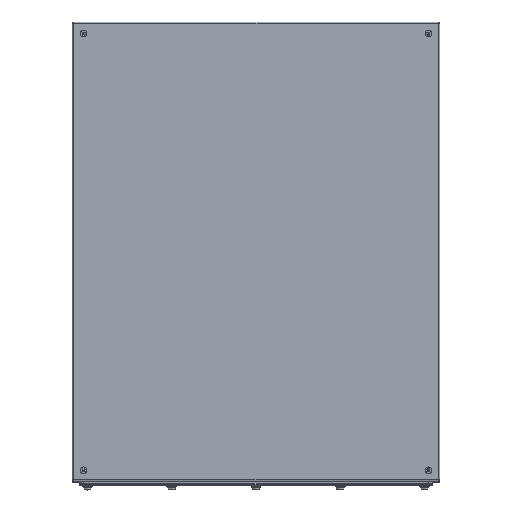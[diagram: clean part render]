
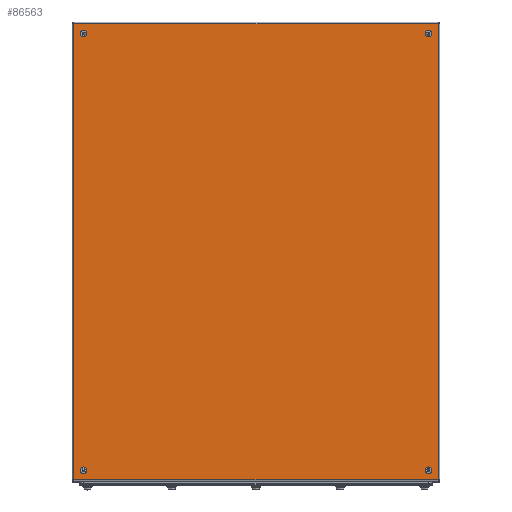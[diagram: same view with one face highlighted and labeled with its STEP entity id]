
A CAD part, top view. The second image highlights one B-rep face of the part: STEP entity #86563.
In plain terms, the highlighted planar face has unit normal (0, 0, 1).
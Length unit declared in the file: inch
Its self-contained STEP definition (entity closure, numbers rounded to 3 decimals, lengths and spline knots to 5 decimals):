
#5099 = ORIENTED_EDGE ( 'NONE', *, *, #27816, .T. ) ;
#5185 = EDGE_CURVE ( 'NONE', #37799, #24402, #6865, .T. ) ;
#6703 = DIRECTION ( 'NONE',  ( -1., 0., 0. ) ) ;
#6865 = LINE ( 'NONE', #37802, #81885 ) ;
#7348 = VECTOR ( 'NONE', #50118, 39.37008 ) ;
#7365 = DIRECTION ( 'NONE',  ( 0., 0., -1. ) ) ;
#7741 = CARTESIAN_POINT ( 'NONE',  ( -4.00412, 14.875, 6.9175 ) ) ;
#10047 = CARTESIAN_POINT ( 'NONE',  ( 19.75413, 14.875, 6.9175 ) ) ;
#11573 = CARTESIAN_POINT ( 'NONE',  ( 18.90625, 0.625, 6.9175 ) ) ;
#14537 = AXIS2_PLACEMENT_3D ( 'NONE', #120086, #68126, #39933 ) ;
#18154 = EDGE_LOOP ( 'NONE', ( #73469 ) ) ;
#20066 = ORIENTED_EDGE ( 'NONE', *, *, #115831, .F. ) ;
#21992 = CARTESIAN_POINT ( 'NONE',  ( -4.00412, -0.00413, 6.9175 ) ) ;
#24402 = VERTEX_POINT ( 'NONE', #120482 ) ;
#27816 = EDGE_CURVE ( 'NONE', #90514, #90514, #50669, .T. ) ;
#30833 = FACE_OUTER_BOUND ( 'NONE', #119817, .T. ) ;
#34520 = VERTEX_POINT ( 'NONE', #11573 ) ;
#35238 = DIRECTION ( 'NONE',  ( 0., 0., -1. ) ) ;
#37799 = VERTEX_POINT ( 'NONE', #59712 ) ;
#37802 = CARTESIAN_POINT ( 'NONE',  ( 7.875, 29.75413, 6.9175 ) ) ;
#39933 = DIRECTION ( 'NONE',  ( -1., 0., 0. ) ) ;
#43408 = DIRECTION ( 'NONE',  ( -1., 0., 0. ) ) ;
#44910 = CARTESIAN_POINT ( 'NONE',  ( -3.59375, 0.625, 6.9175 ) ) ;
#45980 = VERTEX_POINT ( 'NONE', #21992 ) ;
#48906 = EDGE_CURVE ( 'NONE', #65164, #65164, #89962, .T. ) ;
#49368 = CARTESIAN_POINT ( 'NONE',  ( 19.125, 0.625, 6.9175 ) ) ;
#49679 = EDGE_CURVE ( 'NONE', #56683, #56683, #94316, .T. ) ;
#50118 = DIRECTION ( 'NONE',  ( 0., -1., 0. ) ) ;
#50511 = PLANE ( 'NONE',  #75350 ) ;
#50669 = CIRCLE ( 'NONE', #80081, 0.21875 ) ;
#51642 = EDGE_CURVE ( 'NONE', #107552, #45980, #112188, .T. ) ;
#52047 = LINE ( 'NONE', #10047, #7348 ) ;
#55028 = VECTOR ( 'NONE', #62217, 39.37008 ) ;
#55597 = DIRECTION ( 'NONE',  ( -1., 0., 0. ) ) ;
#55612 = EDGE_CURVE ( 'NONE', #24402, #107552, #52047, .T. ) ;
#56683 = VERTEX_POINT ( 'NONE', #85535 ) ;
#59712 = CARTESIAN_POINT ( 'NONE',  ( -4.00413, 29.75412, 6.9175 ) ) ;
#60298 = CARTESIAN_POINT ( 'NONE',  ( 7.875, -0.00412, 6.9175 ) ) ;
#61662 = FACE_BOUND ( 'NONE', #62098, .T. ) ;
#62098 = EDGE_LOOP ( 'NONE', ( #5099 ) ) ;
#62217 = DIRECTION ( 'NONE',  ( -1., 0., 0. ) ) ;
#65164 = VERTEX_POINT ( 'NONE', #44910 ) ;
#68126 = DIRECTION ( 'NONE',  ( 0., 0., -1. ) ) ;
#69913 = EDGE_LOOP ( 'NONE', ( #90233 ) ) ;
#71455 = CARTESIAN_POINT ( 'NONE',  ( 18.90625, 29.125, 6.9175 ) ) ;
#73469 = ORIENTED_EDGE ( 'NONE', *, *, #48906, .T. ) ;
#75350 = AXIS2_PLACEMENT_3D ( 'NONE', #101063, #7365, #6703 ) ;
#77988 = AXIS2_PLACEMENT_3D ( 'NONE', #49368, #110424, #129599 ) ;
#79715 = AXIS2_PLACEMENT_3D ( 'NONE', #105470, #35238, #55597 ) ;
#80081 = AXIS2_PLACEMENT_3D ( 'NONE', #125528, #112355, #43408 ) ;
#81885 = VECTOR ( 'NONE', #127856, 39.37008 ) ;
#84508 = CARTESIAN_POINT ( 'NONE',  ( 19.75413, -0.00412, 6.9175 ) ) ;
#85535 = CARTESIAN_POINT ( 'NONE',  ( -3.59375, 29.125, 6.9175 ) ) ;
#85563 = ORIENTED_EDGE ( 'NONE', *, *, #127214, .T. ) ;
#86360 = CIRCLE ( 'NONE', #77988, 0.21875 ) ;
#86563 = ADVANCED_FACE ( 'NONE', ( #110949, #61662, #120862, #91175, #30833 ), #50511, .F. ) ;
#89962 = CIRCLE ( 'NONE', #14537, 0.21875 ) ;
#90233 = ORIENTED_EDGE ( 'NONE', *, *, #49679, .T. ) ;
#90514 = VERTEX_POINT ( 'NONE', #71455 ) ;
#91175 = FACE_BOUND ( 'NONE', #126117, .T. ) ;
#94316 = CIRCLE ( 'NONE', #79715, 0.21875 ) ;
#95382 = ORIENTED_EDGE ( 'NONE', *, *, #5185, .F. ) ;
#101063 = CARTESIAN_POINT ( 'NONE',  ( 7.875, 14.875, 6.9175 ) ) ;
#105470 = CARTESIAN_POINT ( 'NONE',  ( -3.375, 29.125, 6.9175 ) ) ;
#107552 = VERTEX_POINT ( 'NONE', #84508 ) ;
#107614 = DIRECTION ( 'NONE',  ( 0., 1., 0. ) ) ;
#109573 = VECTOR ( 'NONE', #107614, 39.37008 ) ;
#110424 = DIRECTION ( 'NONE',  ( 0., 0., -1. ) ) ;
#110949 = FACE_BOUND ( 'NONE', #69913, .T. ) ;
#112188 = LINE ( 'NONE', #60298, #55028 ) ;
#112355 = DIRECTION ( 'NONE',  ( 0., 0., -1. ) ) ;
#115831 = EDGE_CURVE ( 'NONE', #45980, #37799, #118196, .T. ) ;
#117201 = ORIENTED_EDGE ( 'NONE', *, *, #51642, .F. ) ;
#118196 = LINE ( 'NONE', #7741, #109573 ) ;
#119817 = EDGE_LOOP ( 'NONE', ( #128318, #95382, #20066, #117201 ) ) ;
#120086 = CARTESIAN_POINT ( 'NONE',  ( -3.375, 0.625, 6.9175 ) ) ;
#120482 = CARTESIAN_POINT ( 'NONE',  ( 19.75412, 29.75413, 6.9175 ) ) ;
#120862 = FACE_BOUND ( 'NONE', #18154, .T. ) ;
#125528 = CARTESIAN_POINT ( 'NONE',  ( 19.125, 29.125, 6.9175 ) ) ;
#126117 = EDGE_LOOP ( 'NONE', ( #85563 ) ) ;
#127214 = EDGE_CURVE ( 'NONE', #34520, #34520, #86360, .T. ) ;
#127856 = DIRECTION ( 'NONE',  ( 1., 0., 0. ) ) ;
#128318 = ORIENTED_EDGE ( 'NONE', *, *, #55612, .F. ) ;
#129599 = DIRECTION ( 'NONE',  ( -1., 0., 0. ) ) ;
